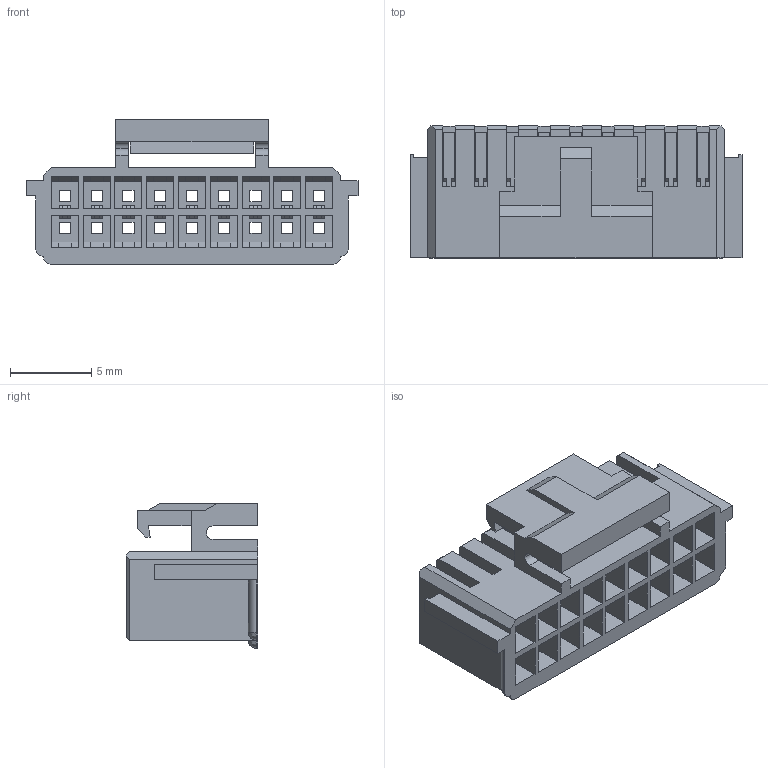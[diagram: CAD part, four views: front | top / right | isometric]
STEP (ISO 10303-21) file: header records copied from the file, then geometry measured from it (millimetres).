
FILE_DESCRIPTION( ('This file contains a STEP AP42 implementation' ,'as created by ZW3D STEP Interface translator.') ,'2;1' );
FILE_NAME( 'WF2005-2HXXW01.stp' ,'23 420. 85535', (''), ('ZWCAD Software Co.'), 'Version 1.0', 'ZW3D to STEP translator', '' );
FILE_SCHEMA(('AUTOMOTIVE_DESIGN { 1 0 10303 214 1 1 1 1 }'));
Length unit declared in the file: millimetre
Products named in the file (2): 0; WF2005-2H09W01
Bounding box: 20.41 x 8.1 x 8.89 mm (x, y, z)
Volume: 458.1 mm3; surface area: 1842.3 mm2
Topology: 1 solids, 1 shells, 642 faces, 1864 edges, 1200 vertices
Faces by surface type: plane 626, bspline 12, cylinder 4
Entity records: 21503 total; most frequent: CARTESIAN_POINT 3898, ORIENTED_EDGE 3720, DIRECTION 3139, EDGE_CURVE 1860, VECTOR 1833, LINE 1833, VERTEX_POINT 1200, EDGE_LOOP 696
